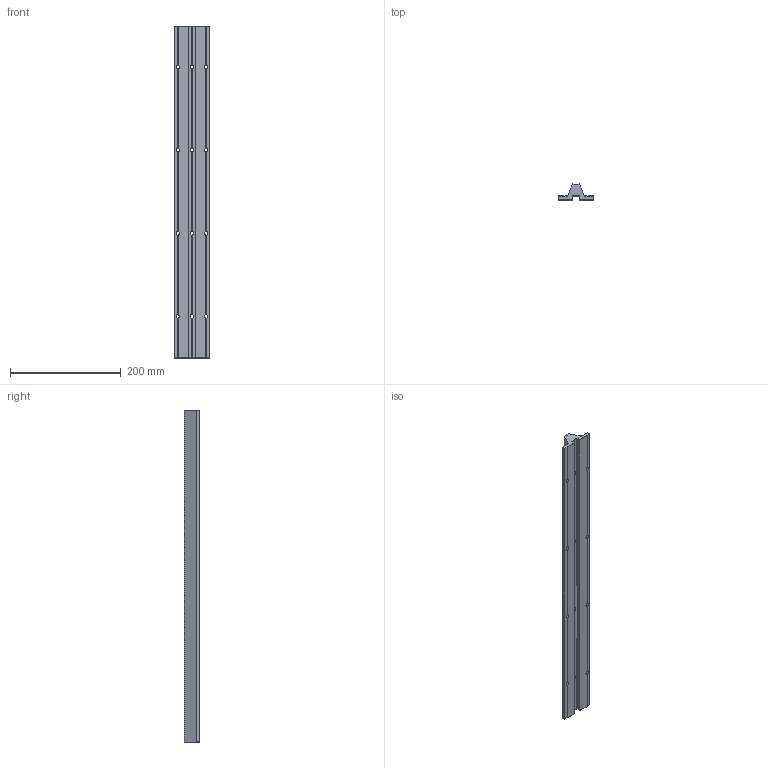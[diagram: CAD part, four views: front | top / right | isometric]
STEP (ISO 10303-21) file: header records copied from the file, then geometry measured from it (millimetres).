
FILE_DESCRIPTION(/* description */ ('Wellenunterstützung'),/* implementation_level */ '2;1');
FILE_NAME(/* name */ '151721-0.step',/* time_stamp */ '2021-08-16T08:02:42+02:00',/* author */ ('Praktikum'),/* organization */ (''),/* preprocessor_version */ 'ST-DEVELOPER v18.1',/* originating_system */ 'Autodesk Inventor 2021',/* authorisation */ '');
FILE_SCHEMA (('AUTOMOTIVE_DESIGN { 1 0 10303 214 3 1 1 }'));
Length unit declared in the file: millimetre
Products named in the file (1): 15-1721-0FZ.002
Bounding box: 65 x 27.92 x 599.5 mm (x, y, z)
Volume: 474488 mm3; surface area: 114429.3 mm2
Topology: 1 solids, 1 shells, 117 faces, 341 edges, 210 vertices
Faces by surface type: plane 105, cylinder 12
Full cylindrical faces by diameter (mm): 6.6 x12
Entity records: 3920 total; most frequent: DIRECTION 689, ORIENTED_EDGE 682, CARTESIAN_POINT 669, EDGE_CURVE 341, AXIS2_PLACEMENT_3D 230, LINE 229, VECTOR 229, VERTEX_POINT 210
